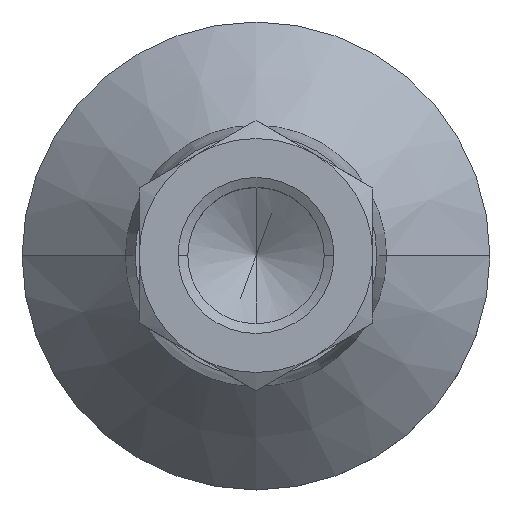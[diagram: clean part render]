
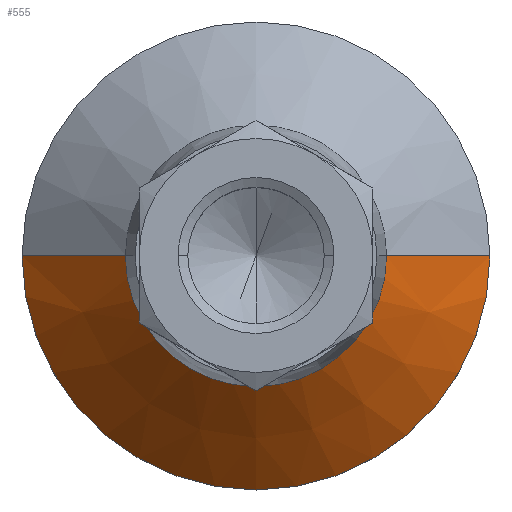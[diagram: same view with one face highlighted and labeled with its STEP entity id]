
A CAD part, top view. The second image highlights one B-rep face of the part: STEP entity #555.
In plain terms, the highlighted conical face has half-angle 45 degrees and reference radius 23.375 mm.
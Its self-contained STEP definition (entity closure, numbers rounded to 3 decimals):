
#321=VERTEX_POINT('',#744);
#329=EDGE_CURVE('',#359,#321,#754,.T.);
#339=EDGE_CURVE('',#343,#355,#765,.T.);
#343=VERTEX_POINT('',#769);
#355=VERTEX_POINT('',#782);
#359=VERTEX_POINT('',#786);
#555=ADVANCED_FACE('',(#1011),#1012,.T.);
#559=EDGE_CURVE('',#359,#355,#1016,.T.);
#593=EDGE_CURVE('',#321,#343,#1053,.T.);
#744=CARTESIAN_POINT('',(16.75,0.,21.25));
#754=LINE('',#1305,#1306);
#765=LINE('',#1322,#1323);
#769=CARTESIAN_POINT('',(-16.75,0.,21.25));
#782=CARTESIAN_POINT('',(-30.0,0.,8.));
#786=CARTESIAN_POINT('',(30.0,0.,8.));
#1011=FACE_OUTER_BOUND('',#1753,.T.);
#1012=CONICAL_SURFACE('',#1754,23.375,0.785);
#1016=CIRCLE('',#1759,30.0);
#1053=CIRCLE('',#1831,16.75);
#1305=CARTESIAN_POINT('',(23.375,0.,14.625));
#1306=VECTOR('',#1993,1.0);
#1322=CARTESIAN_POINT('',(-23.375,0.,14.625));
#1323=VECTOR('',#2009,1.0);
#1753=EDGE_LOOP('',(#2317,#2318,#2319,#2320));
#1754=AXIS2_PLACEMENT_3D('',#2321,#2322,#2323);
#1759=AXIS2_PLACEMENT_3D('',#2324,#2325,#2326);
#1831=AXIS2_PLACEMENT_3D('',#2364,#2365,#2366);
#1993=DIRECTION('',(-0.707,0.,0.707));
#2009=DIRECTION('',(-0.707,0.,-0.707));
#2317=ORIENTED_EDGE('',*,*,#339,.T.);
#2318=ORIENTED_EDGE('',*,*,#559,.F.);
#2319=ORIENTED_EDGE('',*,*,#329,.T.);
#2320=ORIENTED_EDGE('',*,*,#593,.T.);
#2321=CARTESIAN_POINT('',(0.0,0.,14.625));
#2322=DIRECTION('',(-0.0,-0.0,-1.0));
#2323=DIRECTION('',(-1.0,0.,0.0));
#2324=CARTESIAN_POINT('',(0.0,0.,8.));
#2325=DIRECTION('',(-0.0,0.0,-1.0));
#2326=DIRECTION('',(-1.0,0.,0.0));
#2364=CARTESIAN_POINT('',(0.0,0.,21.25));
#2365=DIRECTION('',(-0.0,0.0,-1.0));
#2366=DIRECTION('',(-1.0,0.,0.0));
